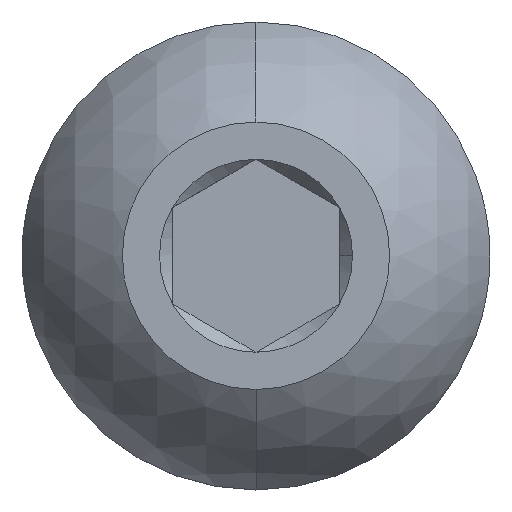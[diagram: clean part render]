
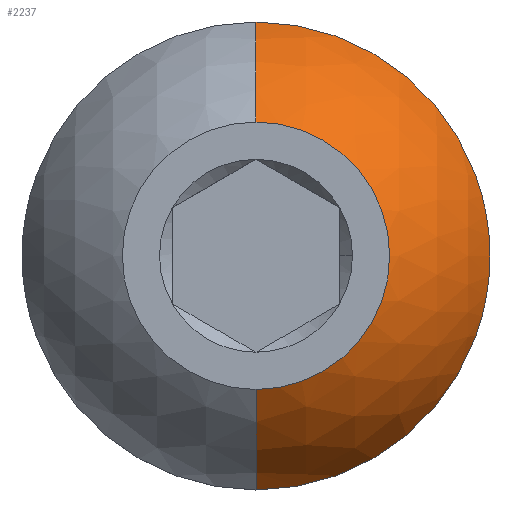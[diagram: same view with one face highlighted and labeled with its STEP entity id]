
A CAD part, top view. The second image highlights one B-rep face of the part: STEP entity #2237.
In plain terms, the highlighted spherical face has radius 7.447 mm.
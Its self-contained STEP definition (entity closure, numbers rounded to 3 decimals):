
#46 = DIRECTION ( 'NONE',  ( 0., 1., 0. ) ) ;
#132 = CARTESIAN_POINT ( 'NONE',  ( 0., 4., 0. ) ) ;
#179 = DIRECTION ( 'NONE',  ( 0., -1., 0. ) ) ;
#229 = CARTESIAN_POINT ( 'NONE',  ( 0., 0., 0. ) ) ;
#302 = EDGE_CURVE ( 'NONE', #1430, #1306, #2173, .T. ) ;
#309 = CARTESIAN_POINT ( 'NONE',  ( 0., 0., -6.282 ) ) ;
#318 = EDGE_CURVE ( 'NONE', #1430, #2369, #1985, .T. ) ;
#382 = EDGE_CURVE ( 'NONE', #1306, #2520, #2630, .T. ) ;
#484 = DIRECTION ( 'NONE',  ( 0., 0., 1. ) ) ;
#509 = CARTESIAN_POINT ( 'NONE',  ( 0., -7., -3.74 ) ) ;
#541 = DIRECTION ( 'NONE',  ( 1., 0., 0. ) ) ;
#563 = CIRCLE ( 'NONE', #1188, 7. ) ;
#585 = CARTESIAN_POINT ( 'NONE',  ( 0., 0., -6.282 ) ) ;
#603 = ORIENTED_EDGE ( 'NONE', *, *, #2222, .T. ) ;
#820 = CARTESIAN_POINT ( 'NONE',  ( 7., 0., -3.74 ) ) ;
#936 = CARTESIAN_POINT ( 'NONE',  ( 0., -4., 0. ) ) ;
#1139 = DIRECTION ( 'NONE',  ( -1., 0., 0. ) ) ;
#1188 = AXIS2_PLACEMENT_3D ( 'NONE', #1473, #2234, #541 ) ;
#1217 = AXIS2_PLACEMENT_3D ( 'NONE', #585, #2029, #46 ) ;
#1306 = VERTEX_POINT ( 'NONE', #936 ) ;
#1430 = VERTEX_POINT ( 'NONE', #509 ) ;
#1473 = CARTESIAN_POINT ( 'NONE',  ( 0., 0., -3.74 ) ) ;
#1499 = VERTEX_POINT ( 'NONE', #1930 ) ;
#1506 = FACE_OUTER_BOUND ( 'NONE', #2295, .T. ) ;
#1593 = AXIS2_PLACEMENT_3D ( 'NONE', #3097, #1139, #179 ) ;
#1637 = AXIS2_PLACEMENT_3D ( 'NONE', #2129, #2098, #1864 ) ;
#1667 = DIRECTION ( 'NONE',  ( 1., 0., 0. ) ) ;
#1756 = ORIENTED_EDGE ( 'NONE', *, *, #2838, .T. ) ;
#1797 = AXIS2_PLACEMENT_3D ( 'NONE', #229, #484, #1667 ) ;
#1840 = AXIS2_PLACEMENT_3D ( 'NONE', #309, #2940, #1992 ) ;
#1864 = DIRECTION ( 'NONE',  ( 1., 0., 0. ) ) ;
#1930 = CARTESIAN_POINT ( 'NONE',  ( 0., 7., -3.74 ) ) ;
#1985 = CIRCLE ( 'NONE', #1637, 7. ) ;
#1991 = ORIENTED_EDGE ( 'NONE', *, *, #382, .F. ) ;
#1992 = DIRECTION ( 'NONE',  ( 0., -1., 0. ) ) ;
#2029 = DIRECTION ( 'NONE',  ( 1., 0., 0. ) ) ;
#2098 = DIRECTION ( 'NONE',  ( 0., 0., 1. ) ) ;
#2129 = CARTESIAN_POINT ( 'NONE',  ( 0., 0., -3.74 ) ) ;
#2173 = CIRCLE ( 'NONE', #1593, 7.447 ) ;
#2222 = EDGE_CURVE ( 'NONE', #2369, #1499, #563, .T. ) ;
#2234 = DIRECTION ( 'NONE',  ( 0., 0., 1. ) ) ;
#2237 = ADVANCED_FACE ( 'NONE', ( #1506 ), #2767, .T. ) ;
#2295 = EDGE_LOOP ( 'NONE', ( #2395, #603, #1756, #1991, #2778 ) ) ;
#2369 = VERTEX_POINT ( 'NONE', #820 ) ;
#2395 = ORIENTED_EDGE ( 'NONE', *, *, #318, .T. ) ;
#2520 = VERTEX_POINT ( 'NONE', #132 ) ;
#2630 = CIRCLE ( 'NONE', #1797, 4. ) ;
#2767 = SPHERICAL_SURFACE ( 'NONE', #1840, 7.447 ) ;
#2778 = ORIENTED_EDGE ( 'NONE', *, *, #302, .F. ) ;
#2838 = EDGE_CURVE ( 'NONE', #1499, #2520, #2914, .T. ) ;
#2914 = CIRCLE ( 'NONE', #1217, 7.447 ) ;
#2940 = DIRECTION ( 'NONE',  ( 1., 0., 0. ) ) ;
#3097 = CARTESIAN_POINT ( 'NONE',  ( 0., 0., -6.282 ) ) ;
